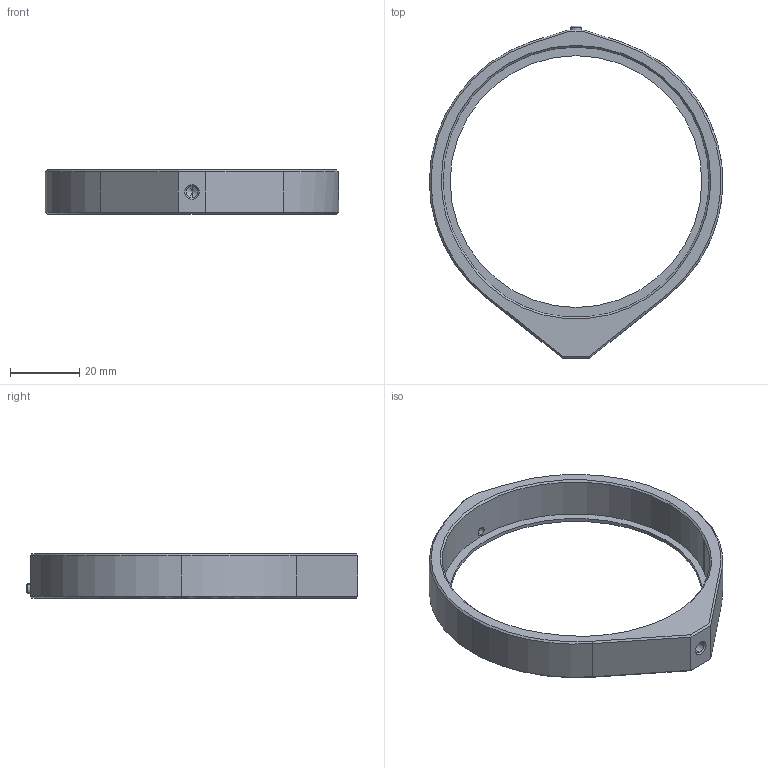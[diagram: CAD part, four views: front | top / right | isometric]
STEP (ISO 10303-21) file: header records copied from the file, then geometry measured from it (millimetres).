
FILE_DESCRIPTION (( 'STEP AP203' ), '1' );
FILE_NAME ('Web Model 18702_18702.step', '2021-12-23T15:53:16', ( '' ), ( '' ), 'SwSTEP 2.0', 'SolidWorks 2018', '' );
FILE_SCHEMA (( 'CONFIG_CONTROL_DESIGN' ));
Length unit declared in the file: millimetre
Products named in the file (1): Web Model 18702_18702
Bounding box: 84.5 x 95.6 x 12.7 mm (x, y, z)
Volume: 15099.3 mm3; surface area: 9916.4 mm2
Topology: 3 solids, 3 shells, 93 faces, 204 edges, 118 vertices
Faces by surface type: plane 38, cone 32, cylinder 23
Entity records: 2614 total; most frequent: DIRECTION 467, CARTESIAN_POINT 452, ORIENTED_EDGE 404, EDGE_CURVE 202, AXIS2_PLACEMENT_3D 173, LINE 121, VECTOR 121, VERTEX_POINT 118
